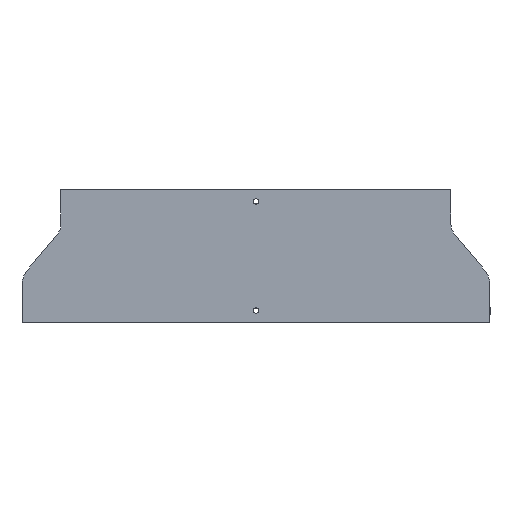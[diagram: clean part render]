
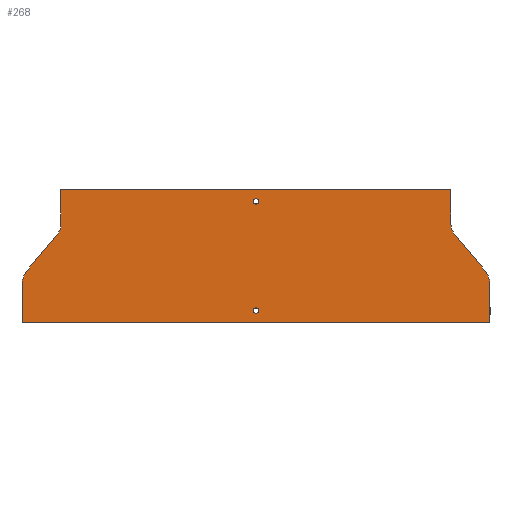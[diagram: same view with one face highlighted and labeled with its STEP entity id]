
A CAD part, front view. The second image highlights one B-rep face of the part: STEP entity #268.
In plain terms, the highlighted planar face has unit normal (0, -1, 0).
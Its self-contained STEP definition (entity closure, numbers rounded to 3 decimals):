
#47 = VERTEX_POINT ( 'NONE', #1504 ) ;
#49 = VERTEX_POINT ( 'NONE', #1477 ) ;
#54 = VERTEX_POINT ( 'NONE', #1495 ) ;
#57 = VERTEX_POINT ( 'NONE', #1521 ) ;
#64 = VERTEX_POINT ( 'NONE', #1465 ) ;
#69 = VERTEX_POINT ( 'NONE', #1518 ) ;
#72 = VERTEX_POINT ( 'NONE', #1458 ) ;
#75 = VERTEX_POINT ( 'NONE', #1512 ) ;
#80 = VERTEX_POINT ( 'NONE', #1481 ) ;
#81 = VERTEX_POINT ( 'NONE', #1502 ) ;
#94 = VERTEX_POINT ( 'NONE', #1479 ) ;
#98 = VERTEX_POINT ( 'NONE', #1455 ) ;
#189 = ORIENTED_EDGE ( 'NONE', *, *, #1383, .F. ) ;
#190 = ORIENTED_EDGE ( 'NONE', *, *, #1384, .F. ) ;
#191 = ORIENTED_EDGE ( 'NONE', *, *, #1372, .F. ) ;
#192 = ORIENTED_EDGE ( 'NONE', *, *, #1362, .F. ) ;
#193 = ORIENTED_EDGE ( 'NONE', *, *, #1359, .F. ) ;
#194 = ORIENTED_EDGE ( 'NONE', *, *, #1352, .F. ) ;
#195 = ORIENTED_EDGE ( 'NONE', *, *, #1349, .F. ) ;
#196 = ORIENTED_EDGE ( 'NONE', *, *, #1346, .F. ) ;
#197 = ORIENTED_EDGE ( 'NONE', *, *, #1343, .F. ) ;
#198 = ORIENTED_EDGE ( 'NONE', *, *, #1338, .F. ) ;
#199 = ORIENTED_EDGE ( 'NONE', *, *, #1312, .F. ) ;
#200 = ORIENTED_EDGE ( 'NONE', *, *, #1381, .F. ) ;
#201 = ORIENTED_EDGE ( 'NONE', *, *, #1378, .F. ) ;
#202 = ORIENTED_EDGE ( 'NONE', *, *, #1375, .F. ) ;
#268 = ADVANCED_FACE ( 'NONE', ( #673, #676, #669 ), #1111, .F. ) ;
#308 = DIRECTION ( 'NONE',  ( 1., 0., 0. ) ) ;
#312 = CARTESIAN_POINT ( 'NONE',  ( 250., 0., 0. ) ) ;
#313 = DIRECTION ( 'NONE',  ( 0., 0., -1. ) ) ;
#326 = DIRECTION ( 'NONE',  ( 0.64, 0., -0.768 ) ) ;
#327 = CARTESIAN_POINT ( 'NONE',  ( 270., 0., -44.139 ) ) ;
#328 = DIRECTION ( 'NONE',  ( 0., -1., 0. ) ) ;
#329 = DIRECTION ( 'NONE',  ( 0., 0., -1. ) ) ;
#330 = CARTESIAN_POINT ( 'NONE',  ( 254.636, 0., -56.942 ) ) ;
#341 = CARTESIAN_POINT ( 'NONE',  ( 270., 0., -122.241 ) ) ;
#342 = DIRECTION ( 'NONE',  ( 0., 1., 0. ) ) ;
#343 = DIRECTION ( 'NONE',  ( 0., 0., -1. ) ) ;
#350 = CARTESIAN_POINT ( 'NONE',  ( 300., 0., -122.241 ) ) ;
#351 = DIRECTION ( 'NONE',  ( 0., 0., -1. ) ) ;
#364 = CARTESIAN_POINT ( 'NONE',  ( -300., 0., -170. ) ) ;
#365 = DIRECTION ( 'NONE',  ( -1., 0., 0. ) ) ;
#381 = DIRECTION ( 'NONE',  ( 0., 0., 1. ) ) ;
#384 = CARTESIAN_POINT ( 'NONE',  ( -300., 0., -122.241 ) ) ;
#392 = DIRECTION ( 'NONE',  ( 0.64, 0., 0.768 ) ) ;
#393 = CARTESIAN_POINT ( 'NONE',  ( -270., 0., -122.241 ) ) ;
#394 = DIRECTION ( 'NONE',  ( 0., 1., 0. ) ) ;
#395 = DIRECTION ( 'NONE',  ( 0., 0., 1. ) ) ;
#396 = CARTESIAN_POINT ( 'NONE',  ( -254.636, 0., -56.942 ) ) ;
#404 = CARTESIAN_POINT ( 'NONE',  ( -270., 0., -44.139 ) ) ;
#405 = DIRECTION ( 'NONE',  ( 0., -1., 0. ) ) ;
#406 = DIRECTION ( 'NONE',  ( 0., 0., 1. ) ) ;
#412 = CARTESIAN_POINT ( 'NONE',  ( 0., 0., -155. ) ) ;
#413 = DIRECTION ( 'NONE',  ( 0., -1., 0. ) ) ;
#414 = DIRECTION ( 'NONE',  ( 0., 0., -1. ) ) ;
#416 = CARTESIAN_POINT ( 'NONE',  ( 0., 0., -15. ) ) ;
#417 = DIRECTION ( 'NONE',  ( 0., -1., 0. ) ) ;
#418 = DIRECTION ( 'NONE',  ( 0., 0., -1. ) ) ;
#621 = EDGE_LOOP ( 'NONE', ( #189 ) ) ;
#630 = EDGE_LOOP ( 'NONE', ( #190 ) ) ;
#640 = EDGE_LOOP ( 'NONE', ( #191, #192, #193, #194, #195, #196, #197, #198, #199, #200, #201, #202 ) ) ;
#669 = FACE_OUTER_BOUND ( 'NONE', #640, .T. ) ;
#673 = FACE_BOUND ( 'NONE', #621, .T. ) ;
#676 = FACE_BOUND ( 'NONE', #630, .T. ) ;
#734 = LINE ( 'NONE', #1157, #736 ) ;
#736 = VECTOR ( 'NONE', #1149, 1000. ) ;
#775 = LINE ( 'NONE', #1208, #780 ) ;
#780 = VECTOR ( 'NONE', #308, 1000. ) ;
#786 = LINE ( 'NONE', #312, #788 ) ;
#788 = VECTOR ( 'NONE', #313, 1000. ) ;
#791 = CIRCLE ( 'NONE', #1053, 20. ) ;
#796 = LINE ( 'NONE', #330, #798 ) ;
#798 = VECTOR ( 'NONE', #326, 1000. ) ;
#801 = CIRCLE ( 'NONE', #1055, 30. ) ;
#811 = LINE ( 'NONE', #350, #813 ) ;
#813 = VECTOR ( 'NONE', #351, 1000. ) ;
#815 = LINE ( 'NONE', #364, #819 ) ;
#819 = VECTOR ( 'NONE', #365, 1000. ) ;
#834 = LINE ( 'NONE', #384, #838 ) ;
#838 = VECTOR ( 'NONE', #381, 1000. ) ;
#841 = CIRCLE ( 'NONE', #1061, 30. ) ;
#846 = LINE ( 'NONE', #396, #848 ) ;
#848 = VECTOR ( 'NONE', #392, 1000. ) ;
#851 = CIRCLE ( 'NONE', #1063, 20. ) ;
#854 = CIRCLE ( 'NONE', #1065, 3.5 ) ;
#857 = CIRCLE ( 'NONE', #1066, 3.5 ) ;
#946 = VERTEX_POINT ( 'NONE', #985 ) ;
#947 = VERTEX_POINT ( 'NONE', #990 ) ;
#985 = CARTESIAN_POINT ( 'NONE',  ( 0., 0., -158.5 ) ) ;
#990 = CARTESIAN_POINT ( 'NONE',  ( 0., 0., -18.5 ) ) ;
#1053 = AXIS2_PLACEMENT_3D ( 'NONE', #327, #328, #329 ) ;
#1055 = AXIS2_PLACEMENT_3D ( 'NONE', #341, #342, #343 ) ;
#1061 = AXIS2_PLACEMENT_3D ( 'NONE', #393, #394, #395 ) ;
#1063 = AXIS2_PLACEMENT_3D ( 'NONE', #404, #405, #406 ) ;
#1065 = AXIS2_PLACEMENT_3D ( 'NONE', #412, #413, #414 ) ;
#1066 = AXIS2_PLACEMENT_3D ( 'NONE', #416, #417, #418 ) ;
#1111 = PLANE ( 'NONE',  #1445 ) ;
#1119 = DIRECTION ( 'NONE',  ( 0., 1., 0. ) ) ;
#1149 = DIRECTION ( 'NONE',  ( 0., 0., 1. ) ) ;
#1157 = CARTESIAN_POINT ( 'NONE',  ( -250., 0., 0. ) ) ;
#1208 = CARTESIAN_POINT ( 'NONE',  ( -250., 0., 0. ) ) ;
#1247 = DIRECTION ( 'NONE',  ( 0., 0., 1. ) ) ;
#1307 = CARTESIAN_POINT ( 'NONE',  ( -270., 0., -44.139 ) ) ;
#1312 = EDGE_CURVE ( 'NONE', #98, #81, #734, .T. ) ;
#1338 = EDGE_CURVE ( 'NONE', #81, #80, #775, .T. ) ;
#1343 = EDGE_CURVE ( 'NONE', #80, #75, #786, .T. ) ;
#1346 = EDGE_CURVE ( 'NONE', #75, #69, #791, .T. ) ;
#1349 = EDGE_CURVE ( 'NONE', #69, #94, #796, .T. ) ;
#1352 = EDGE_CURVE ( 'NONE', #94, #72, #801, .T. ) ;
#1359 = EDGE_CURVE ( 'NONE', #72, #64, #811, .T. ) ;
#1362 = EDGE_CURVE ( 'NONE', #64, #57, #815, .T. ) ;
#1372 = EDGE_CURVE ( 'NONE', #57, #54, #834, .T. ) ;
#1375 = EDGE_CURVE ( 'NONE', #54, #47, #841, .T. ) ;
#1378 = EDGE_CURVE ( 'NONE', #47, #49, #846, .T. ) ;
#1381 = EDGE_CURVE ( 'NONE', #49, #98, #851, .T. ) ;
#1383 = EDGE_CURVE ( 'NONE', #946, #946, #854, .T. ) ;
#1384 = EDGE_CURVE ( 'NONE', #947, #947, #857, .T. ) ;
#1445 = AXIS2_PLACEMENT_3D ( 'NONE', #1307, #1119, #1247 ) ;
#1455 = CARTESIAN_POINT ( 'NONE',  ( -250., 0., -44.139 ) ) ;
#1458 = CARTESIAN_POINT ( 'NONE',  ( 300., 0., -122.241 ) ) ;
#1465 = CARTESIAN_POINT ( 'NONE',  ( 300., 0., -170. ) ) ;
#1477 = CARTESIAN_POINT ( 'NONE',  ( -254.636, 0., -56.942 ) ) ;
#1479 = CARTESIAN_POINT ( 'NONE',  ( 293.047, 0., -103.035 ) ) ;
#1481 = CARTESIAN_POINT ( 'NONE',  ( 250., 0., 0. ) ) ;
#1495 = CARTESIAN_POINT ( 'NONE',  ( -300., 0., -122.241 ) ) ;
#1502 = CARTESIAN_POINT ( 'NONE',  ( -250., 0., 0. ) ) ;
#1504 = CARTESIAN_POINT ( 'NONE',  ( -293.047, 0., -103.035 ) ) ;
#1512 = CARTESIAN_POINT ( 'NONE',  ( 250., 0., -44.139 ) ) ;
#1518 = CARTESIAN_POINT ( 'NONE',  ( 254.636, 0., -56.942 ) ) ;
#1521 = CARTESIAN_POINT ( 'NONE',  ( -300., 0., -170. ) ) ;
